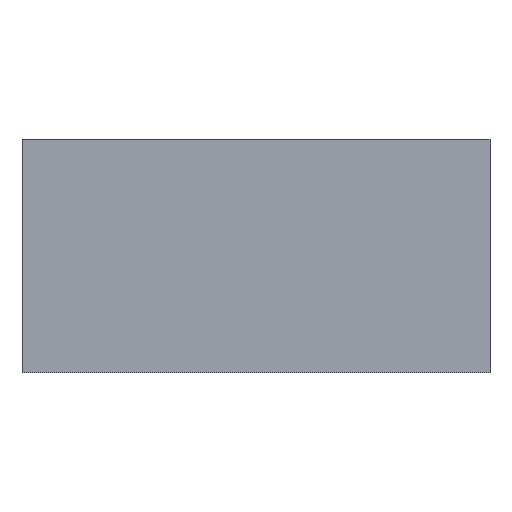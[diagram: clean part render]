
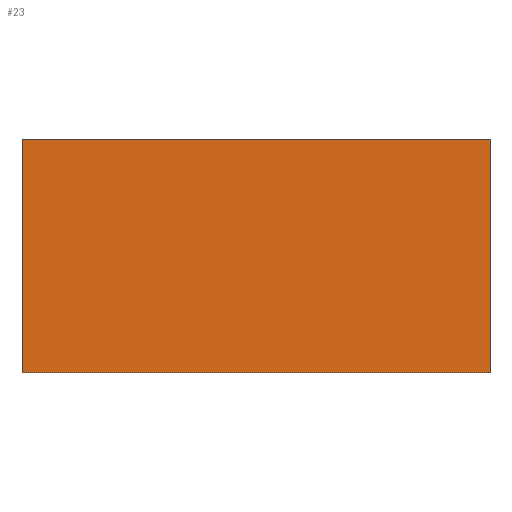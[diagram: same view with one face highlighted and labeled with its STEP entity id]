
A CAD part, front view. The second image highlights one B-rep face of the part: STEP entity #23.
In plain terms, the highlighted planar face has unit normal (0, -1, 0).
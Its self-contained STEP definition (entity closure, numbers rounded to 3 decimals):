
#23 = ADVANCED_FACE ( 'NONE', ( #992 ), #273, .T. ) ;
#31 = VERTEX_POINT ( 'NONE', #786 ) ;
#97 = VERTEX_POINT ( 'NONE', #966 ) ;
#116 = DIRECTION ( 'NONE',  ( -1., 0., 0. ) ) ;
#127 = EDGE_CURVE ( 'NONE', #97, #825, #779, .T. ) ;
#195 = VERTEX_POINT ( 'NONE', #207 ) ;
#207 = CARTESIAN_POINT ( 'NONE',  ( 253., 0., 0. ) ) ;
#214 = DIRECTION ( 'NONE',  ( 0., 0., -1. ) ) ;
#263 = DIRECTION ( 'NONE',  ( 0., 0., -1. ) ) ;
#270 = EDGE_CURVE ( 'NONE', #31, #195, #672, .T. ) ;
#273 = PLANE ( 'NONE',  #523 ) ;
#325 = EDGE_CURVE ( 'NONE', #195, #97, #832, .T. ) ;
#371 = VECTOR ( 'NONE', #813, 1000. ) ;
#376 = CARTESIAN_POINT ( 'NONE',  ( 0., 0., 0. ) ) ;
#398 = CARTESIAN_POINT ( 'NONE',  ( 0., 0., 0. ) ) ;
#523 = AXIS2_PLACEMENT_3D ( 'NONE', #712, #879, #263 ) ;
#552 = ORIENTED_EDGE ( 'NONE', *, *, #855, .F. ) ;
#560 = DIRECTION ( 'NONE',  ( 1., 0., 0. ) ) ;
#564 = VECTOR ( 'NONE', #214, 1000. ) ;
#569 = CARTESIAN_POINT ( 'NONE',  ( 253., 0., 0. ) ) ;
#584 = ORIENTED_EDGE ( 'NONE', *, *, #270, .F. ) ;
#672 = LINE ( 'NONE', #398, #938 ) ;
#700 = VECTOR ( 'NONE', #116, 1000. ) ;
#712 = CARTESIAN_POINT ( 'NONE',  ( 0., 0., 0. ) ) ;
#779 = LINE ( 'NONE', #800, #700 ) ;
#786 = CARTESIAN_POINT ( 'NONE',  ( 0., 0., 0. ) ) ;
#800 = CARTESIAN_POINT ( 'NONE',  ( 0., 0., -126. ) ) ;
#813 = DIRECTION ( 'NONE',  ( 0., 0., 1. ) ) ;
#825 = VERTEX_POINT ( 'NONE', #1065 ) ;
#832 = LINE ( 'NONE', #569, #564 ) ;
#850 = EDGE_LOOP ( 'NONE', ( #552, #941, #1086, #584 ) ) ;
#855 = EDGE_CURVE ( 'NONE', #825, #31, #1057, .T. ) ;
#879 = DIRECTION ( 'NONE',  ( 0., -1., 0. ) ) ;
#938 = VECTOR ( 'NONE', #560, 1000. ) ;
#941 = ORIENTED_EDGE ( 'NONE', *, *, #127, .F. ) ;
#966 = CARTESIAN_POINT ( 'NONE',  ( 253., 0., -126. ) ) ;
#992 = FACE_OUTER_BOUND ( 'NONE', #850, .T. ) ;
#1057 = LINE ( 'NONE', #376, #371 ) ;
#1065 = CARTESIAN_POINT ( 'NONE',  ( 0., 0., -126. ) ) ;
#1086 = ORIENTED_EDGE ( 'NONE', *, *, #325, .F. ) ;
